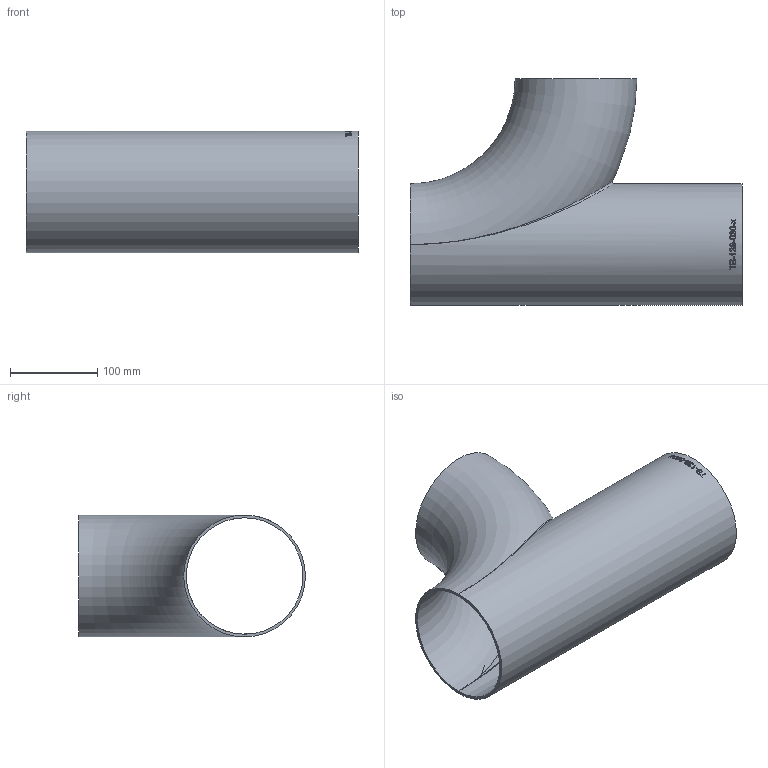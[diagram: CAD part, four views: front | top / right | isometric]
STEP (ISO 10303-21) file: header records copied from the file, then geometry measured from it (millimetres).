
FILE_DESCRIPTION (( 'STEP AP214' ), '1' );
FILE_NAME ('TB-139-030-x T-Bogen 2005.STEP', '2020-05-19T06:43:40', ( '' ), ( '' ), 'SwSTEP 2.0', 'SolidWorks 2019', '' );
FILE_SCHEMA (( 'AUTOMOTIVE_DESIGN' ));
Length unit declared in the file: millimetre
Products named in the file (1): TB-139-030-x T-Bogen 2005
Bounding box: 381 x 260.35 x 139.7 mm (x, y, z)
Volume: 632477.1 mm3; surface area: 425253.2 mm2
Topology: 1 solids, 1 shells, 159 faces, 421 edges, 275 vertices
Faces by surface type: bspline 96, plane 41, cylinder 20, torus 2
Full cylindrical faces by diameter (mm): 133.7 x1, 139.7 x1
Entity records: 25884 total; most frequent: CARTESIAN_POINT 21287, ORIENTED_EDGE 798, EDGE_CURVE 399, DIRECTION 292, B_SPLINE_CURVE_WITH_KNOTS 285, VERTEX_POINT 266, EDGE_LOOP 179, FACE_OUTER_BOUND 159
